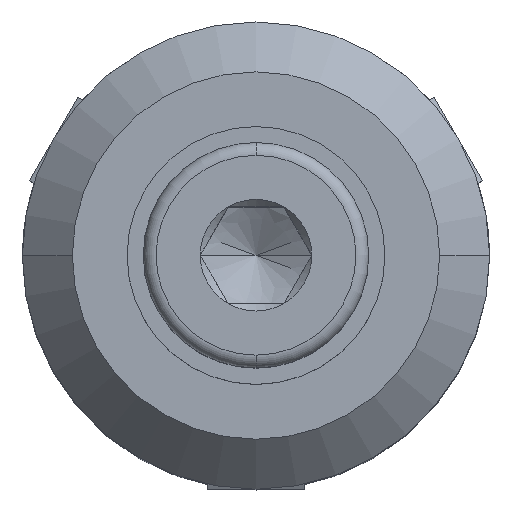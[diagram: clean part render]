
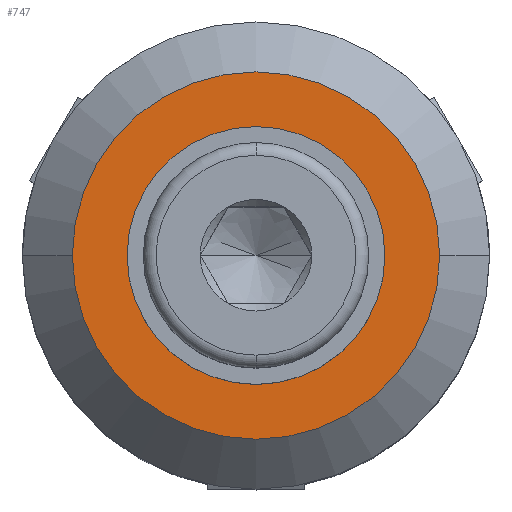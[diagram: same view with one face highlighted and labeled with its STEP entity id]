
A CAD part, top view. The second image highlights one B-rep face of the part: STEP entity #747.
In plain terms, the highlighted planar face has unit normal (0, 0, 1).
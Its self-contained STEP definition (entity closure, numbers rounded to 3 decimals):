
#747=ADVANCED_FACE('',(#2082,#2083),#2084,.T.);
#1059=EDGE_CURVE('',#1241,#1703,#2438,.T.);
#1107=EDGE_CURVE('',#1359,#1835,#2490,.T.);
#1241=VERTEX_POINT('',#2637);
#1281=EDGE_CURVE('',#1703,#1241,#2679,.T.);
#1359=VERTEX_POINT('',#2770);
#1703=VERTEX_POINT('',#3147);
#1835=VERTEX_POINT('',#3292);
#1911=EDGE_CURVE('',#1835,#1359,#3374,.T.);
#2082=FACE_OUTER_BOUND('',#3626,.T.);
#2083=FACE_BOUND('',#3627,.T.);
#2084=PLANE('',#3628);
#2438=CIRCLE('',#4269,5.7);
#2490=CIRCLE('',#4360,4.0);
#2637=CARTESIAN_POINT('',(5.7,0.0,19.6));
#2679=CIRCLE('',#4684,5.7);
#2770=CARTESIAN_POINT('',(-4.0,0.,19.6));
#3147=CARTESIAN_POINT('',(-5.7,0.,19.6));
#3292=CARTESIAN_POINT('',(4.0,0.0,19.6));
#3374=CIRCLE('',#5994,4.0);
#3626=EDGE_LOOP('',(#6239,#6240));
#3627=EDGE_LOOP('',(#6241,#6242));
#3628=AXIS2_PLACEMENT_3D('',#6243,#6244,#6245);
#4269=AXIS2_PLACEMENT_3D('',#6685,#6686,#6687);
#4360=AXIS2_PLACEMENT_3D('',#6758,#6759,#6760);
#4684=AXIS2_PLACEMENT_3D('',#6981,#6982,#6983);
#5994=AXIS2_PLACEMENT_3D('',#7774,#7775,#7776);
#6239=ORIENTED_EDGE('',*,*,#1059,.F.);
#6240=ORIENTED_EDGE('',*,*,#1281,.F.);
#6241=ORIENTED_EDGE('',*,*,#1911,.T.);
#6242=ORIENTED_EDGE('',*,*,#1107,.T.);
#6243=CARTESIAN_POINT('',(2.85,0.0,19.6));
#6244=DIRECTION('',(0.0,0.,1.0));
#6245=DIRECTION('',(-1.0,0.0,0.0));
#6685=CARTESIAN_POINT('',(0.0,0.0,19.6));
#6686=DIRECTION('',(0.0,0.,-1.0));
#6687=DIRECTION('',(1.0,0.0,0.0));
#6758=CARTESIAN_POINT('',(0.0,0.0,19.6));
#6759=DIRECTION('',(0.0,0.0,-1.0));
#6760=DIRECTION('',(1.0,0.0,0.0));
#6981=CARTESIAN_POINT('',(0.0,0.0,19.6));
#6982=DIRECTION('',(0.0,0.,-1.0));
#6983=DIRECTION('',(1.0,0.0,0.0));
#7774=CARTESIAN_POINT('',(0.0,0.0,19.6));
#7775=DIRECTION('',(0.0,0.0,-1.0));
#7776=DIRECTION('',(1.0,0.0,0.0));
